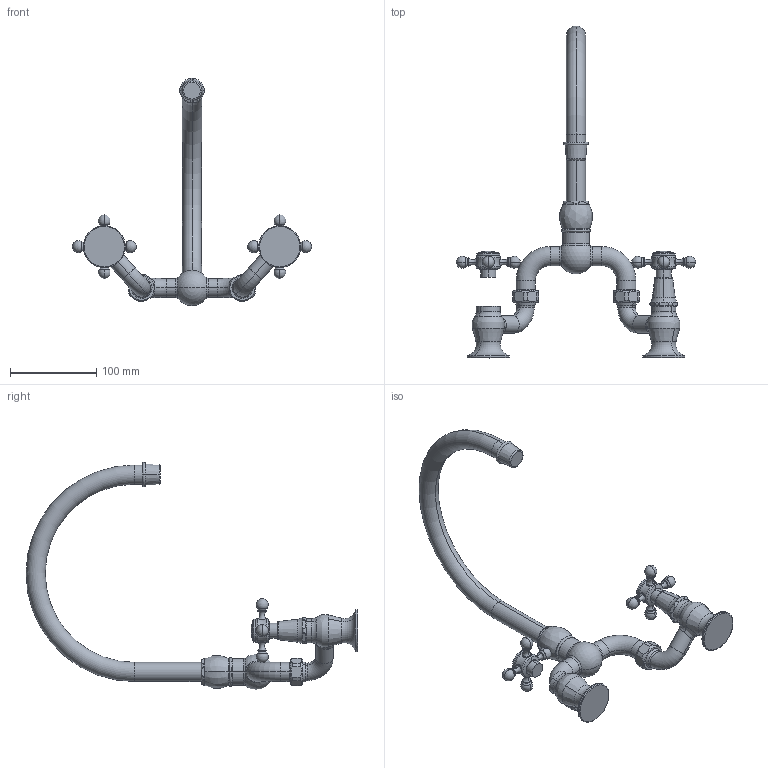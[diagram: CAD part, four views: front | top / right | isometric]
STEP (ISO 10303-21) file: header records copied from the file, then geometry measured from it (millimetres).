
FILE_DESCRIPTION((''),'2;1');
FILE_NAME('9464','2021-02-26T10:27:45',('rsmith'),(''),'CREO PARAMETRIC BY PTC INC, 2018400','CREO PARAMETRIC BY PTC INC, 2018400','');
FILE_SCHEMA(('AUTOMOTIVE_DESIGN { 1 0 10303 214 1 1 1 1 }'));
Length unit declared in the file: inch
Products named in the file (1): 9464
Bounding box: 277.24 x 384.4 x 263.32 mm (x, y, z)
Volume: 543995.1 mm3; surface area: 98387.4 mm2
Topology: 2 solids, 4 shells, 409 faces, 995 edges, 604 vertices
Faces by surface type: torus 118, cylinder 96, plane 69, cone 56, bspline 36, sphere 34
Entity records: 23444 total; most frequent: CARTESIAN_POINT 7309, DIRECTION 2074, ORIENTED_EDGE 1946, PRESENTATION_STYLE_ASSIGNMENT 1372, STYLED_ITEM 988, CURVE_STYLE 973, EDGE_CURVE 973, AXIS2_PLACEMENT_3D 949
